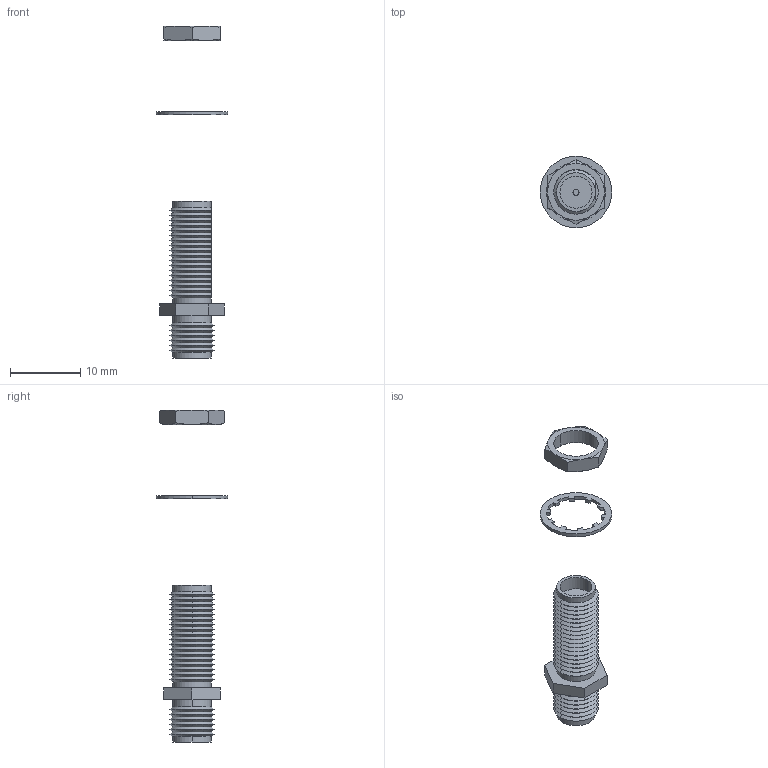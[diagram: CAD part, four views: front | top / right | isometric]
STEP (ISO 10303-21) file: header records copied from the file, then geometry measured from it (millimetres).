
FILE_DESCRIPTION (( 'STEP AP214' ), '1' );
FILE_NAME ('FMAD10057_3D.step', '2025-02-24T20:23:52', ( '' ), ( '' ), 'SwSTEP 2.0', 'SolidWorks 2022', '' );
FILE_SCHEMA (( 'AUTOMOTIVE_DESIGN' ));
Length unit declared in the file: inch
Products named in the file (4): FMAD10057_3D; Copy of AXA-SFSFB-MA3^FMAD10057; Copy of AXA-SFSFB-MA2^FMAD10057; Copy of AXA-SFSFB-MA1^FMAD10057
Assembly tree (3 placements, depth 2):
  FMAD10057_3D
    Copy of AXA-SFSFB-MA1^FMAD10057
    Copy of AXA-SFSFB-MA2^FMAD10057
    Copy of AXA-SFSFB-MA3^FMAD10057
Bounding box: 10.19 x 10.19 x 47.29 mm (x, y, z)
Volume: 639.3 mm3; surface area: 1009.8 mm2
Topology: 3 solids, 3 shells, 171 faces, 448 edges, 289 vertices
Faces by surface type: cone 87, plane 55, cylinder 29
Entity records: 6000 total; most frequent: CARTESIAN_POINT 1356, ORIENTED_EDGE 896, DIRECTION 872, EDGE_CURVE 448, AXIS2_PLACEMENT_3D 337, VERTEX_POINT 289, LINE 198, VECTOR 198
